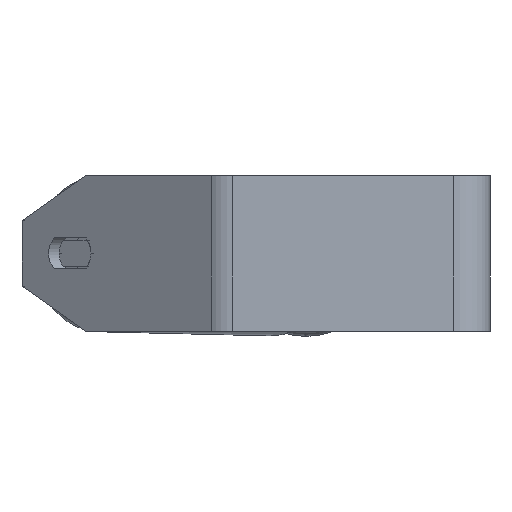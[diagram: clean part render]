
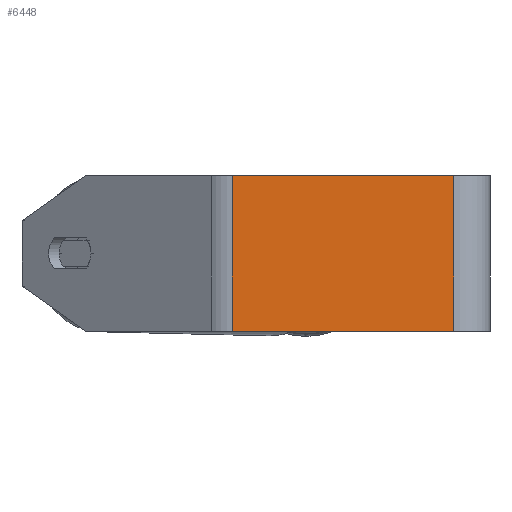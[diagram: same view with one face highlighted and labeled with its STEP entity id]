
A CAD part, left-side view. The second image highlights one B-rep face of the part: STEP entity #6448.
In plain terms, the highlighted planar face has unit normal (-1, 0, 0).
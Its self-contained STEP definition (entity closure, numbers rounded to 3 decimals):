
#38 = VERTEX_POINT ( 'NONE', #921 ) ;
#271 = DIRECTION ( 'NONE',  ( 0., 0., -1. ) ) ;
#412 = CARTESIAN_POINT ( 'NONE',  ( -250., 99.406, 30. ) ) ;
#425 = VECTOR ( 'NONE', #2042, 1000. ) ;
#678 = LINE ( 'NONE', #3304, #3400 ) ;
#831 = LINE ( 'NONE', #7904, #425 ) ;
#921 = CARTESIAN_POINT ( 'NONE',  ( -250., 14., 30. ) ) ;
#1261 = CARTESIAN_POINT ( 'NONE',  ( -250., 99.406, -30. ) ) ;
#1613 = EDGE_CURVE ( 'NONE', #38, #8150, #678, .T. ) ;
#1672 = CARTESIAN_POINT ( 'NONE',  ( -250., 14., -30. ) ) ;
#2042 = DIRECTION ( 'NONE',  ( 0., -1., 0. ) ) ;
#2066 = VECTOR ( 'NONE', #3460, 1000. ) ;
#2234 = DIRECTION ( 'NONE',  ( 1., 0., 0. ) ) ;
#2454 = VECTOR ( 'NONE', #3025, 1000. ) ;
#2571 = ORIENTED_EDGE ( 'NONE', *, *, #4612, .T. ) ;
#2652 = DIRECTION ( 'NONE',  ( 0., 0., -1. ) ) ;
#2786 = EDGE_CURVE ( 'NONE', #6689, #2915, #3671, .T. ) ;
#2828 = CARTESIAN_POINT ( 'NONE',  ( -250., 99.406, 30. ) ) ;
#2915 = VERTEX_POINT ( 'NONE', #1261 ) ;
#2927 = AXIS2_PLACEMENT_3D ( 'NONE', #4991, #2234, #271 ) ;
#3025 = DIRECTION ( 'NONE',  ( 0., 0., -1. ) ) ;
#3304 = CARTESIAN_POINT ( 'NONE',  ( -250., 14., 30. ) ) ;
#3400 = VECTOR ( 'NONE', #2652, 1000. ) ;
#3460 = DIRECTION ( 'NONE',  ( 0., -1., 0. ) ) ;
#3589 = ORIENTED_EDGE ( 'NONE', *, *, #4592, .F. ) ;
#3671 = LINE ( 'NONE', #412, #2454 ) ;
#3988 = EDGE_LOOP ( 'NONE', ( #2571, #5097, #3589, #7196 ) ) ;
#4090 = LINE ( 'NONE', #6703, #2066 ) ;
#4293 = PLANE ( 'NONE',  #2927 ) ;
#4592 = EDGE_CURVE ( 'NONE', #6689, #38, #831, .T. ) ;
#4612 = EDGE_CURVE ( 'NONE', #2915, #8150, #4090, .T. ) ;
#4991 = CARTESIAN_POINT ( 'NONE',  ( -250., 103.82, 30. ) ) ;
#5097 = ORIENTED_EDGE ( 'NONE', *, *, #1613, .F. ) ;
#6307 = FACE_OUTER_BOUND ( 'NONE', #3988, .T. ) ;
#6448 = ADVANCED_FACE ( 'NONE', ( #6307 ), #4293, .F. ) ;
#6689 = VERTEX_POINT ( 'NONE', #2828 ) ;
#6703 = CARTESIAN_POINT ( 'NONE',  ( -250., 103.82, -30. ) ) ;
#7196 = ORIENTED_EDGE ( 'NONE', *, *, #2786, .T. ) ;
#7904 = CARTESIAN_POINT ( 'NONE',  ( -250., 103.82, 30. ) ) ;
#8150 = VERTEX_POINT ( 'NONE', #1672 ) ;
